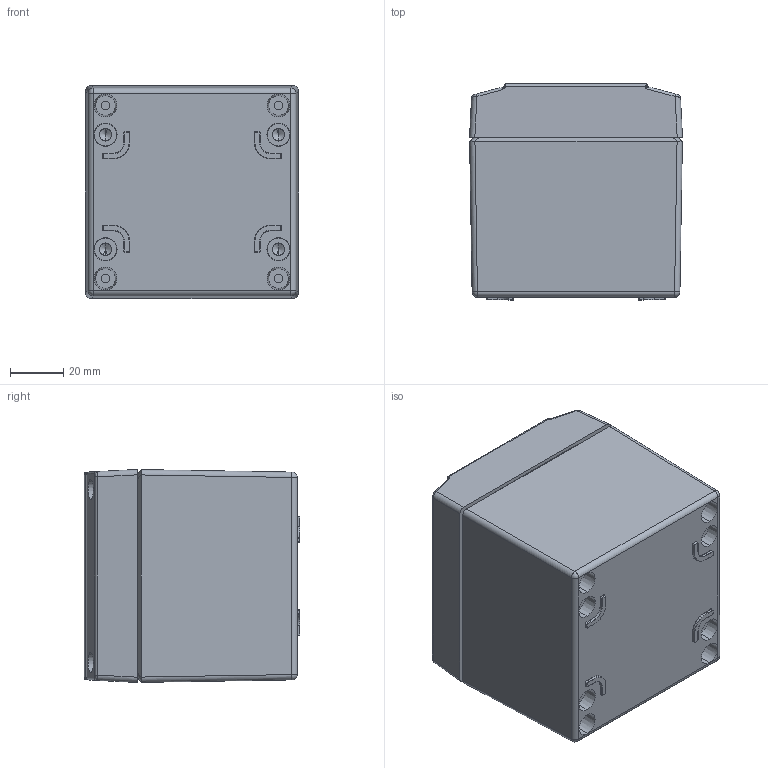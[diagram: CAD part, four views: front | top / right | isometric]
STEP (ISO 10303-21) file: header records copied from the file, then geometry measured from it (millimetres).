
FILE_DESCRIPTION (( 'STEP AP214' ), '1' );
FILE_NAME ('04080808.STEP', '2011-08-02T06:53:49', ( ' ' ), ( '' ), 'SwSTEP 2.0', 'SolidWorks 2010', '' );
FILE_SCHEMA (( 'AUTOMOTIVE_DESIGN' ));
Length unit declared in the file: millimetre
Products named in the file (5): 82003; 04080808; 93132; 02173; 01173_M4 Gewinde Bearbeitung
Assembly tree (7 placements, depth 2):
  04080808
    93132  x4
    02173
    01173_M4 Gewinde Bearbeitung
    82003
Bounding box: 80 x 81 x 80 mm (x, y, z)
Volume: 170211.4 mm3; surface area: 86231.8 mm2
Topology: 7 solids, 7 shells, 1014 faces, 2400 edges, 1413 vertices
Faces by surface type: cylinder 255, plane 255, bspline 204, cone 200, torus 72, sphere 28
Entity records: 31203 total; most frequent: CARTESIAN_POINT 11069, ORIENTED_EDGE 4318, DIRECTION 3975, EDGE_CURVE 2159, AXIS2_PLACEMENT_3D 1561, VERTEX_POINT 1287, EDGE_LOOP 1010, ADVANCED_FACE 933
